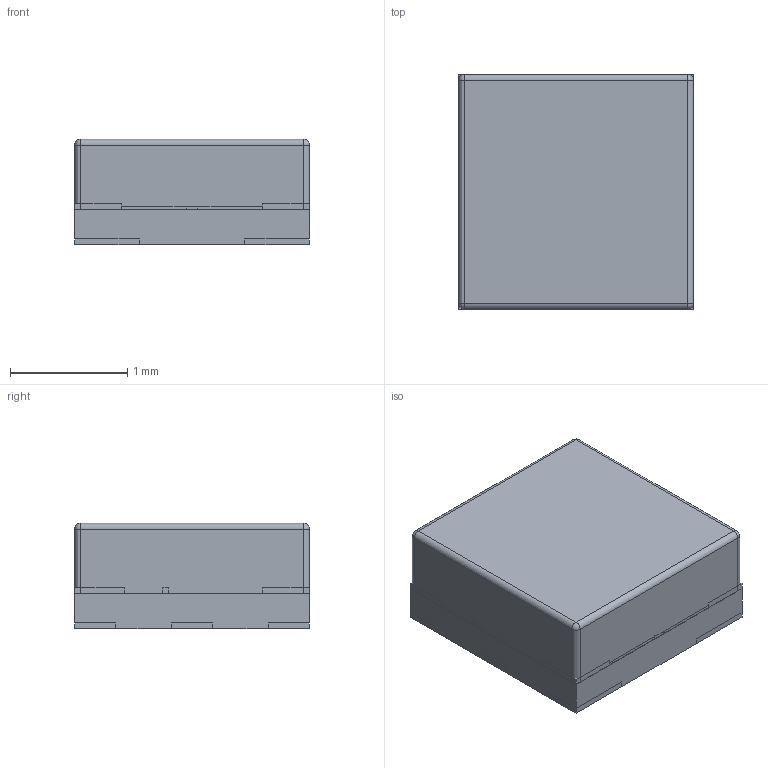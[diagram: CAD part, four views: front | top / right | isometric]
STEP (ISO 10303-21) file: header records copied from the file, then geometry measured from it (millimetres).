
FILE_DESCRIPTION(/* description */ (''),/* implementation_level */ '2;1');
FILE_NAME(/* name */ 'APA102-2020 MODEL v15.step',/* time_stamp */ '2020-11-24T22:17:26+06:00',/* author */ (''),/* organization */ (''),/* preprocessor_version */ 'ST-DEVELOPER v18.1',/* originating_system */ 'Autodesk Translation Framework v9.3.0.1241',/* authorisation */ '');
FILE_SCHEMA (('AUTOMOTIVE_DESIGN { 1 0 10303 214 3 1 1 }'));
Length unit declared in the file: millimetre
Products named in the file (11): APA102-2020 MODEL; PCB; POXY; UNMASKED PCB; PADS; DIE PADS; DIE PADS2; DIE RIM; DIE; DIODES; BOND WIRES
Assembly tree (10 placements, depth 2):
  APA102-2020 MODEL
    PCB
    POXY
    UNMASKED PCB
    PADS
    DIE PADS
    DIE PADS2
    DIE RIM
    DIE
    DIODES
    BOND WIRES
Bounding box: 2 x 2 x 0.9 mm (x, y, z)
Surface area: 39 mm2
Topology: 44 solids, 44 shells, 416 faces, 937 edges, 620 vertices
Faces by surface type: plane 388, cylinder 12, bspline 12, sphere 4
Entity records: 13033 total; most frequent: CARTESIAN_POINT 3269, ORIENTED_EDGE 1874, DIRECTION 1825, EDGE_CURVE 937, LINE 877, VECTOR 877, VERTEX_POINT 620, AXIS2_PLACEMENT_3D 474
